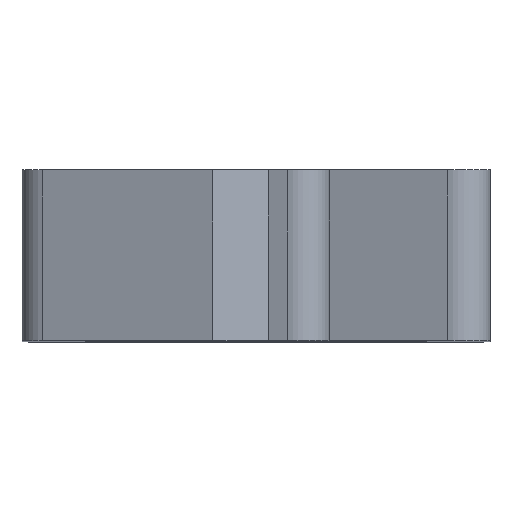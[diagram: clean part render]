
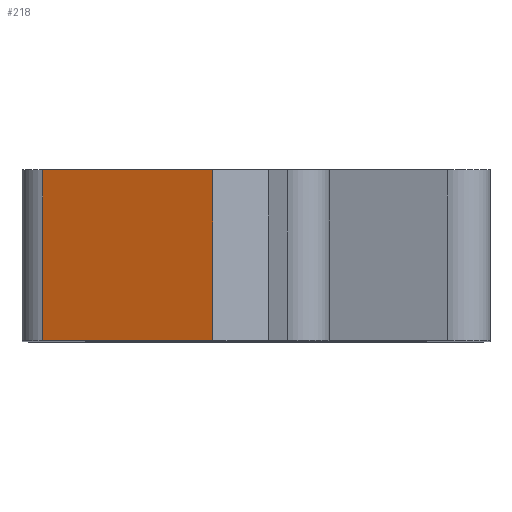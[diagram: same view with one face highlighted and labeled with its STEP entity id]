
A CAD part, top view. The second image highlights one B-rep face of the part: STEP entity #218.
In plain terms, the highlighted planar face has unit normal (-0.342, 0, 0.94).
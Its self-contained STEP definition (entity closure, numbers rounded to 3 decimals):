
#218 = ADVANCED_FACE( '', ( #441 ), #442, .T. );
#441 = FACE_OUTER_BOUND( '', #1503, .T. );
#442 = PLANE( '', #1504 );
#1503 = EDGE_LOOP( '', ( #2149, #2150, #2151, #2152 ) );
#1504 = AXIS2_PLACEMENT_3D( '', #2153, #2154, #2155 );
#2149 = ORIENTED_EDGE( '', *, *, #2452, .F. );
#2150 = ORIENTED_EDGE( '', *, *, #2480, .F. );
#2151 = ORIENTED_EDGE( '', *, *, #2401, .T. );
#2152 = ORIENTED_EDGE( '', *, *, #2428, .T. );
#2153 = CARTESIAN_POINT( '', ( -6.742, -2.7, 23.127 ) );
#2154 = DIRECTION( '', ( -0.342, 0., 0.94 ) );
#2155 = DIRECTION( '', ( 0.94, 0., 0.342 ) );
#2401 = EDGE_CURVE( '', #2769, #2767, #2770, .T. );
#2428 = EDGE_CURVE( '', #2767, #2802, #2804, .T. );
#2452 = EDGE_CURVE( '', #2831, #2802, #2833, .T. );
#2480 = EDGE_CURVE( '', #2769, #2831, #2865, .T. );
#2767 = VERTEX_POINT( '', #3602 );
#2769 = VERTEX_POINT( '', #3605 );
#2770 = LINE( '', #3606, #3607 );
#2802 = VERTEX_POINT( '', #3700 );
#2804 = LINE( '', #3703, #3704 );
#2831 = VERTEX_POINT( '', #3742 );
#2833 = LINE( '', #3744, #3745 );
#2865 = LINE( '', #3841, #3842 );
#3602 = CARTESIAN_POINT( '', ( -1.363, -2.7, 25.085 ) );
#3605 = CARTESIAN_POINT( '', ( -6.742, -2.7, 23.127 ) );
#3606 = CARTESIAN_POINT( '', ( -6.742, -2.7, 23.127 ) );
#3607 = VECTOR( '', #4030, 1000. );
#3700 = CARTESIAN_POINT( '', ( -1.363, 2.7, 25.085 ) );
#3703 = CARTESIAN_POINT( '', ( -1.363, -2.7, 25.085 ) );
#3704 = VECTOR( '', #4052, 1000. );
#3742 = CARTESIAN_POINT( '', ( -6.742, 2.7, 23.127 ) );
#3744 = CARTESIAN_POINT( '', ( -6.742, 2.7, 23.127 ) );
#3745 = VECTOR( '', #4076, 1000. );
#3841 = CARTESIAN_POINT( '', ( -6.742, -2.7, 23.127 ) );
#3842 = VECTOR( '', #4096, 1000. );
#4030 = DIRECTION( '', ( 0.94, 0., 0.342 ) );
#4052 = DIRECTION( '', ( 0., 1., 0. ) );
#4076 = DIRECTION( '', ( 0.94, 0., 0.342 ) );
#4096 = DIRECTION( '', ( 0., 1., 0. ) );
